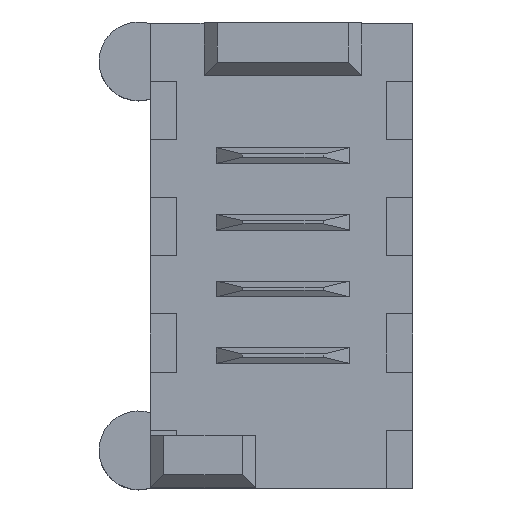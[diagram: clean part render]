
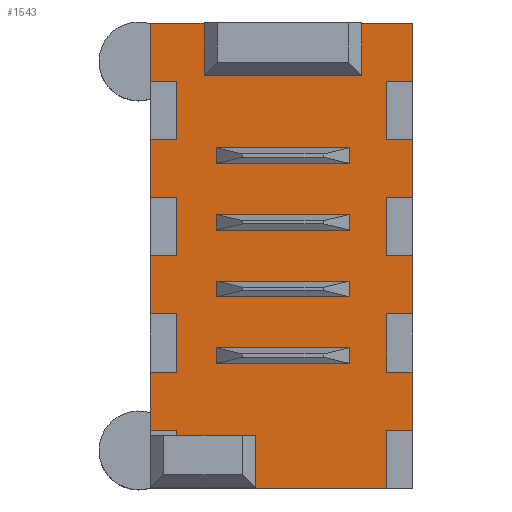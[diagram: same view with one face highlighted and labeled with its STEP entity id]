
A CAD part, top view. The second image highlights one B-rep face of the part: STEP entity #1543.
In plain terms, the highlighted planar face has unit normal (0, 0, 1).
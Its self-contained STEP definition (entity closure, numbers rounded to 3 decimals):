
#28=VECTOR('',#29,1.);
#29=DIRECTION('',(0.,1.,0.));
#47=DIRECTION('',(-1.,0.,0.));
#58=VECTOR('',#59,1.);
#59=DIRECTION('',(1.,0.,0.));
#70=VECTOR('',#47,1.);
#136=VECTOR('',#137,1.);
#137=DIRECTION('',(0.,-1.,0.));
#275=VECTOR('',#276,1.);
#276=DIRECTION('',(1.,0.,0.));
#337=VECTOR('',#338,1.);
#338=DIRECTION('',(1.,0.,0.));
#394=DIRECTION('',(-0.,-0.,-1.));
#498=VERTEX_POINT('',#499);
#499=CARTESIAN_POINT('',(-1.25,-5.228,1.5));
#501=ORIENTED_EDGE('',*,*,#502,.T.);
#502=EDGE_CURVE('',#498,#503,#505,.T.);
#503=VERTEX_POINT('',#504);
#504=CARTESIAN_POINT('',(-1.25,-4.12,1.5));
#505=LINE('',#506,#28);
#506=CARTESIAN_POINT('',(-1.25,-6.335,1.5));
#519=VERTEX_POINT('',#520);
#520=CARTESIAN_POINT('',(-1.25,-3.013,1.5));
#522=ORIENTED_EDGE('',*,*,#523,.T.);
#523=EDGE_CURVE('',#519,#524,#505,.T.);
#524=VERTEX_POINT('',#525);
#525=CARTESIAN_POINT('',(-1.25,-1.905,1.5));
#538=VERTEX_POINT('',#539);
#539=CARTESIAN_POINT('',(-1.25,-0.798,1.5));
#541=ORIENTED_EDGE('',*,*,#542,.T.);
#542=EDGE_CURVE('',#538,#543,#505,.T.);
#543=VERTEX_POINT('',#544);
#544=CARTESIAN_POINT('',(-1.25,0.31,1.5));
#557=VERTEX_POINT('',#558);
#558=CARTESIAN_POINT('',(-1.25,1.418,1.5));
#560=ORIENTED_EDGE('',*,*,#561,.T.);
#561=EDGE_CURVE('',#557,#562,#505,.T.);
#562=VERTEX_POINT('',#563);
#563=CARTESIAN_POINT('',(-1.25,2.525,1.5));
#758=VERTEX_POINT('',#759);
#759=CARTESIAN_POINT('',(3.25,-6.335,1.5));
#761=ORIENTED_EDGE('',*,*,#762,.T.);
#762=EDGE_CURVE('',#758,#763,#765,.T.);
#763=VERTEX_POINT('',#764);
#764=CARTESIAN_POINT('',(0.75,-6.335,1.5));
#765=LINE('',#766,#70);
#766=CARTESIAN_POINT('',(3.75,-6.335,1.5));
#880=VERTEX_POINT('',#881);
#881=CARTESIAN_POINT('',(3.75,2.525,1.5));
#883=ORIENTED_EDGE('',*,*,#884,.T.);
#884=EDGE_CURVE('',#880,#885,#887,.T.);
#885=VERTEX_POINT('',#886);
#886=CARTESIAN_POINT('',(3.75,1.418,1.5));
#887=LINE('',#881,#136);
#900=VERTEX_POINT('',#901);
#901=CARTESIAN_POINT('',(3.75,0.31,1.5));
#903=ORIENTED_EDGE('',*,*,#904,.T.);
#904=EDGE_CURVE('',#900,#905,#887,.T.);
#905=VERTEX_POINT('',#906);
#906=CARTESIAN_POINT('',(3.75,-0.798,1.5));
#919=VERTEX_POINT('',#920);
#920=CARTESIAN_POINT('',(3.75,-1.905,1.5));
#922=ORIENTED_EDGE('',*,*,#923,.T.);
#923=EDGE_CURVE('',#919,#924,#887,.T.);
#924=VERTEX_POINT('',#925);
#925=CARTESIAN_POINT('',(3.75,-3.013,1.5));
#938=VERTEX_POINT('',#939);
#939=CARTESIAN_POINT('',(3.75,-4.12,1.5));
#941=ORIENTED_EDGE('',*,*,#942,.T.);
#942=EDGE_CURVE('',#938,#943,#887,.T.);
#943=VERTEX_POINT('',#944);
#944=CARTESIAN_POINT('',(3.75,-5.228,1.5));
#1037=ORIENTED_EDGE('',*,*,#1038,.T.);
#1038=EDGE_CURVE('',#562,#1039,#1041,.T.);
#1039=VERTEX_POINT('',#1040);
#1040=CARTESIAN_POINT('',(-0.23,2.525,1.5));
#1041=LINE('',#563,#58);
#1072=VERTEX_POINT('',#1073);
#1073=CARTESIAN_POINT('',(2.77,2.525,1.5));
#1076=ORIENTED_EDGE('',*,*,#1077,.T.);
#1077=EDGE_CURVE('',#1072,#880,#1041,.T.);
#1543=ADVANCED_FACE('',(#1544,#1669,#1695,#1721,#1747),#1773,.F.);
#1544=FACE_BOUND('',#1545,.F.);
#1545=EDGE_LOOP('',(#1546,#522,#1551,#1556,#1561,#541,#1564,#1569,#1574,#560,#1037,#1577,#1583,#1589,#1076,#883,#1593,#1598,#1603,#903,#1606,#1611,#1616,#922,#1619,#1624,#1629,#941,#1632,#1637,#761,#1640,#1646,#1652,#1658,#501,#1661,#1666));
#1546=ORIENTED_EDGE('',*,*,#1547,.T.);
#1547=EDGE_CURVE('',#1548,#519,#1550,.T.);
#1548=VERTEX_POINT('',#1549);
#1549=CARTESIAN_POINT('',(-0.75,-3.013,1.5));
#1550=LINE('',#1549,#70);
#1551=ORIENTED_EDGE('',*,*,#1552,.T.);
#1552=EDGE_CURVE('',#524,#1553,#1555,.T.);
#1553=VERTEX_POINT('',#1554);
#1554=CARTESIAN_POINT('',(-0.75,-1.905,1.5));
#1555=LINE('',#525,#58);
#1556=ORIENTED_EDGE('',*,*,#1557,.T.);
#1557=EDGE_CURVE('',#1553,#1558,#1560,.T.);
#1558=VERTEX_POINT('',#1559);
#1559=CARTESIAN_POINT('',(-0.75,-0.798,1.5));
#1560=LINE('',#1554,#28);
#1561=ORIENTED_EDGE('',*,*,#1562,.T.);
#1562=EDGE_CURVE('',#1558,#538,#1563,.T.);
#1563=LINE('',#1559,#70);
#1564=ORIENTED_EDGE('',*,*,#1565,.T.);
#1565=EDGE_CURVE('',#543,#1566,#1568,.T.);
#1566=VERTEX_POINT('',#1567);
#1567=CARTESIAN_POINT('',(-0.75,0.31,1.5));
#1568=LINE('',#544,#58);
#1569=ORIENTED_EDGE('',*,*,#1570,.T.);
#1570=EDGE_CURVE('',#1566,#1571,#1573,.T.);
#1571=VERTEX_POINT('',#1572);
#1572=CARTESIAN_POINT('',(-0.75,1.418,1.5));
#1573=LINE('',#1567,#28);
#1574=ORIENTED_EDGE('',*,*,#1575,.T.);
#1575=EDGE_CURVE('',#1571,#557,#1576,.T.);
#1576=LINE('',#1572,#70);
#1577=ORIENTED_EDGE('',*,*,#1578,.T.);
#1578=EDGE_CURVE('',#1039,#1579,#1581,.T.);
#1579=VERTEX_POINT('',#1580);
#1580=CARTESIAN_POINT('',(-0.23,1.525,1.5));
#1581=LINE('',#1582,#136);
#1582=CARTESIAN_POINT('',(-0.23,0.31,1.5));
#1583=ORIENTED_EDGE('',*,*,#1584,.T.);
#1584=EDGE_CURVE('',#1579,#1585,#1587,.T.);
#1585=VERTEX_POINT('',#1586);
#1586=CARTESIAN_POINT('',(2.77,1.525,1.5));
#1587=LINE('',#1588,#58);
#1588=CARTESIAN_POINT('',(0.51,1.525,1.5));
#1589=ORIENTED_EDGE('',*,*,#1590,.T.);
#1590=EDGE_CURVE('',#1585,#1072,#1591,.T.);
#1591=LINE('',#1592,#28);
#1592=CARTESIAN_POINT('',(2.77,-0.19,1.5));
#1593=ORIENTED_EDGE('',*,*,#1594,.T.);
#1594=EDGE_CURVE('',#885,#1595,#1597,.T.);
#1595=VERTEX_POINT('',#1596);
#1596=CARTESIAN_POINT('',(3.25,1.418,1.5));
#1597=LINE('',#886,#70);
#1598=ORIENTED_EDGE('',*,*,#1599,.T.);
#1599=EDGE_CURVE('',#1595,#1600,#1602,.T.);
#1600=VERTEX_POINT('',#1601);
#1601=CARTESIAN_POINT('',(3.25,0.31,1.5));
#1602=LINE('',#1596,#136);
#1603=ORIENTED_EDGE('',*,*,#1604,.T.);
#1604=EDGE_CURVE('',#1600,#900,#1605,.T.);
#1605=LINE('',#1601,#58);
#1606=ORIENTED_EDGE('',*,*,#1607,.T.);
#1607=EDGE_CURVE('',#905,#1608,#1610,.T.);
#1608=VERTEX_POINT('',#1609);
#1609=CARTESIAN_POINT('',(3.25,-0.798,1.5));
#1610=LINE('',#906,#70);
#1611=ORIENTED_EDGE('',*,*,#1612,.T.);
#1612=EDGE_CURVE('',#1608,#1613,#1615,.T.);
#1613=VERTEX_POINT('',#1614);
#1614=CARTESIAN_POINT('',(3.25,-1.905,1.5));
#1615=LINE('',#1609,#136);
#1616=ORIENTED_EDGE('',*,*,#1617,.T.);
#1617=EDGE_CURVE('',#1613,#919,#1618,.T.);
#1618=LINE('',#1614,#58);
#1619=ORIENTED_EDGE('',*,*,#1620,.T.);
#1620=EDGE_CURVE('',#924,#1621,#1623,.T.);
#1621=VERTEX_POINT('',#1622);
#1622=CARTESIAN_POINT('',(3.25,-3.013,1.5));
#1623=LINE('',#925,#70);
#1624=ORIENTED_EDGE('',*,*,#1625,.T.);
#1625=EDGE_CURVE('',#1621,#1626,#1628,.T.);
#1626=VERTEX_POINT('',#1627);
#1627=CARTESIAN_POINT('',(3.25,-4.12,1.5));
#1628=LINE('',#1622,#136);
#1629=ORIENTED_EDGE('',*,*,#1630,.T.);
#1630=EDGE_CURVE('',#1626,#938,#1631,.T.);
#1631=LINE('',#1627,#58);
#1632=ORIENTED_EDGE('',*,*,#1633,.T.);
#1633=EDGE_CURVE('',#943,#1634,#1636,.T.);
#1634=VERTEX_POINT('',#1635);
#1635=CARTESIAN_POINT('',(3.25,-5.228,1.5));
#1636=LINE('',#944,#70);
#1637=ORIENTED_EDGE('',*,*,#1638,.T.);
#1638=EDGE_CURVE('',#1634,#758,#1639,.T.);
#1639=LINE('',#1635,#136);
#1640=ORIENTED_EDGE('',*,*,#1641,.T.);
#1641=EDGE_CURVE('',#763,#1642,#1644,.T.);
#1642=VERTEX_POINT('',#1643);
#1643=CARTESIAN_POINT('',(0.75,-5.335,1.5));
#1644=LINE('',#1645,#28);
#1645=CARTESIAN_POINT('',(0.75,-4.12,1.5));
#1646=ORIENTED_EDGE('',*,*,#1647,.T.);
#1647=EDGE_CURVE('',#1642,#1648,#1650,.T.);
#1648=VERTEX_POINT('',#1649);
#1649=CARTESIAN_POINT('',(-0.75,-5.335,1.5));
#1650=LINE('',#1651,#70);
#1651=CARTESIAN_POINT('',(1.,-5.335,1.5));
#1652=ORIENTED_EDGE('',*,*,#1653,.T.);
#1653=EDGE_CURVE('',#1648,#1654,#1656,.T.);
#1654=VERTEX_POINT('',#1655);
#1655=CARTESIAN_POINT('',(-0.75,-5.228,1.5));
#1656=LINE('',#1657,#28);
#1657=CARTESIAN_POINT('',(-0.75,-6.335,1.5));
#1658=ORIENTED_EDGE('',*,*,#1659,.T.);
#1659=EDGE_CURVE('',#1654,#498,#1660,.T.);
#1660=LINE('',#1655,#70);
#1661=ORIENTED_EDGE('',*,*,#1662,.T.);
#1662=EDGE_CURVE('',#503,#1663,#1665,.T.);
#1663=VERTEX_POINT('',#1664);
#1664=CARTESIAN_POINT('',(-0.75,-4.12,1.5));
#1665=LINE('',#504,#58);
#1666=ORIENTED_EDGE('',*,*,#1667,.T.);
#1667=EDGE_CURVE('',#1663,#1548,#1668,.T.);
#1668=LINE('',#1664,#28);
#1669=FACE_BOUND('',#1670,.F.);
#1670=EDGE_LOOP('',(#1671,#1679,#1685,#1691));
#1671=ORIENTED_EDGE('',*,*,#1672,.F.);
#1672=EDGE_CURVE('',#1673,#1675,#1677,.T.);
#1673=VERTEX_POINT('',#1674);
#1674=CARTESIAN_POINT('',(2.54,-2.69,1.5));
#1675=VERTEX_POINT('',#1676);
#1676=CARTESIAN_POINT('',(0.,-2.69,1.5));
#1677=LINE('',#1678,#70);
#1678=CARTESIAN_POINT('',(1.04,-2.69,1.5));
#1679=ORIENTED_EDGE('',*,*,#1680,.T.);
#1680=EDGE_CURVE('',#1673,#1681,#1683,.T.);
#1681=VERTEX_POINT('',#1682);
#1682=CARTESIAN_POINT('',(2.54,-2.39,1.5));
#1683=LINE('',#1684,#28);
#1684=CARTESIAN_POINT('',(2.54,-2.298,1.5));
#1685=ORIENTED_EDGE('',*,*,#1686,.F.);
#1686=EDGE_CURVE('',#1687,#1681,#1689,.T.);
#1687=VERTEX_POINT('',#1688);
#1688=CARTESIAN_POINT('',(0.,-2.39,1.5));
#1689=LINE('',#1690,#58);
#1690=CARTESIAN_POINT('',(1.04,-2.39,1.5));
#1691=ORIENTED_EDGE('',*,*,#1692,.T.);
#1692=EDGE_CURVE('',#1687,#1675,#1693,.T.);
#1693=LINE('',#1694,#136);
#1694=CARTESIAN_POINT('',(0.,-2.148,1.5));
#1695=FACE_BOUND('',#1696,.F.);
#1696=EDGE_LOOP('',(#1697,#1705,#1711,#1717));
#1697=ORIENTED_EDGE('',*,*,#1698,.F.);
#1698=EDGE_CURVE('',#1699,#1701,#1703,.T.);
#1699=VERTEX_POINT('',#1700);
#1700=CARTESIAN_POINT('',(0.,-1.12,1.5));
#1701=VERTEX_POINT('',#1702);
#1702=CARTESIAN_POINT('',(2.54,-1.12,1.5));
#1703=LINE('',#1704,#337);
#1704=CARTESIAN_POINT('',(1.48,-1.12,1.5));
#1705=ORIENTED_EDGE('',*,*,#1706,.T.);
#1706=EDGE_CURVE('',#1699,#1707,#1709,.T.);
#1707=VERTEX_POINT('',#1708);
#1708=CARTESIAN_POINT('',(0.,-1.42,1.5));
#1709=LINE('',#1710,#136);
#1710=CARTESIAN_POINT('',(0.,-1.513,1.5));
#1711=ORIENTED_EDGE('',*,*,#1712,.F.);
#1712=EDGE_CURVE('',#1713,#1707,#1715,.T.);
#1713=VERTEX_POINT('',#1714);
#1714=CARTESIAN_POINT('',(2.54,-1.42,1.5));
#1715=LINE('',#1716,#70);
#1716=CARTESIAN_POINT('',(1.48,-1.42,1.5));
#1717=ORIENTED_EDGE('',*,*,#1718,.T.);
#1718=EDGE_CURVE('',#1713,#1701,#1719,.T.);
#1719=LINE('',#1720,#28);
#1720=CARTESIAN_POINT('',(2.54,-1.663,1.5));
#1721=FACE_BOUND('',#1722,.F.);
#1722=EDGE_LOOP('',(#1723,#1731,#1737,#1743));
#1723=ORIENTED_EDGE('',*,*,#1724,.F.);
#1724=EDGE_CURVE('',#1725,#1727,#1729,.T.);
#1725=VERTEX_POINT('',#1726);
#1726=CARTESIAN_POINT('',(2.54,-0.15,1.5));
#1727=VERTEX_POINT('',#1728);
#1728=CARTESIAN_POINT('',(0.,-0.15,1.5));
#1729=LINE('',#1730,#70);
#1730=CARTESIAN_POINT('',(1.04,-0.15,1.5));
#1731=ORIENTED_EDGE('',*,*,#1732,.T.);
#1732=EDGE_CURVE('',#1725,#1733,#1735,.T.);
#1733=VERTEX_POINT('',#1734);
#1734=CARTESIAN_POINT('',(2.54,0.15,1.5));
#1735=LINE('',#1736,#28);
#1736=CARTESIAN_POINT('',(2.54,-1.028,1.5));
#1737=ORIENTED_EDGE('',*,*,#1738,.F.);
#1738=EDGE_CURVE('',#1739,#1733,#1741,.T.);
#1739=VERTEX_POINT('',#1740);
#1740=CARTESIAN_POINT('',(0.,0.15,1.5));
#1741=LINE('',#1742,#58);
#1742=CARTESIAN_POINT('',(1.04,0.15,1.5));
#1743=ORIENTED_EDGE('',*,*,#1744,.T.);
#1744=EDGE_CURVE('',#1739,#1727,#1745,.T.);
#1745=LINE('',#1746,#136);
#1746=CARTESIAN_POINT('',(0.,-0.878,1.5));
#1747=FACE_BOUND('',#1748,.F.);
#1748=EDGE_LOOP('',(#1749,#1757,#1763,#1769));
#1749=ORIENTED_EDGE('',*,*,#1750,.F.);
#1750=EDGE_CURVE('',#1751,#1753,#1755,.T.);
#1751=VERTEX_POINT('',#1752);
#1752=CARTESIAN_POINT('',(0.,-3.66,1.5));
#1753=VERTEX_POINT('',#1754);
#1754=CARTESIAN_POINT('',(2.54,-3.66,1.5));
#1755=LINE('',#1756,#275);
#1756=CARTESIAN_POINT('',(1.48,-3.66,1.5));
#1757=ORIENTED_EDGE('',*,*,#1758,.T.);
#1758=EDGE_CURVE('',#1751,#1759,#1761,.T.);
#1759=VERTEX_POINT('',#1760);
#1760=CARTESIAN_POINT('',(0.,-3.96,1.5));
#1761=LINE('',#1762,#136);
#1762=CARTESIAN_POINT('',(0.,-2.783,1.5));
#1763=ORIENTED_EDGE('',*,*,#1764,.F.);
#1764=EDGE_CURVE('',#1765,#1759,#1767,.T.);
#1765=VERTEX_POINT('',#1766);
#1766=CARTESIAN_POINT('',(2.54,-3.96,1.5));
#1767=LINE('',#1768,#70);
#1768=CARTESIAN_POINT('',(1.48,-3.96,1.5));
#1769=ORIENTED_EDGE('',*,*,#1770,.T.);
#1770=EDGE_CURVE('',#1765,#1753,#1771,.T.);
#1771=LINE('',#1772,#28);
#1772=CARTESIAN_POINT('',(2.54,-2.933,1.5));
#1773=PLANE('',#1774);
#1774=AXIS2_PLACEMENT_3D('',#1775,#394,#47);
#1775=CARTESIAN_POINT('',(1.25,-1.905,1.5));
